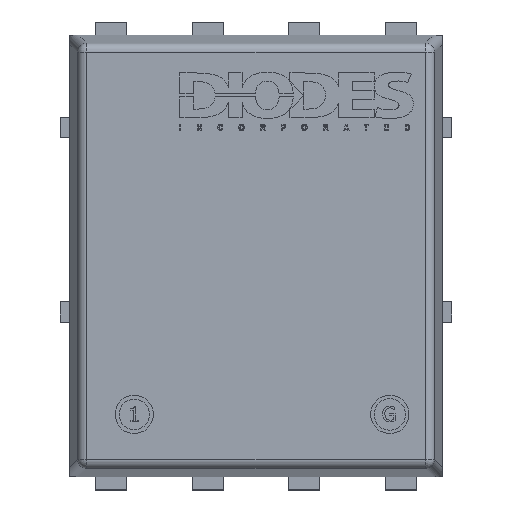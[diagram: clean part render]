
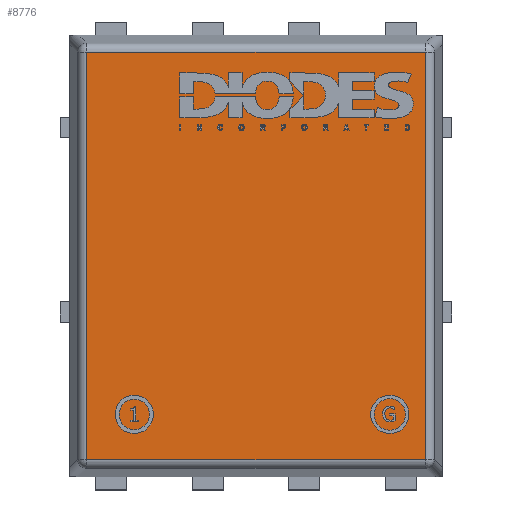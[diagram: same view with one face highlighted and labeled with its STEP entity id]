
A CAD part, top view. The second image highlights one B-rep face of the part: STEP entity #8776.
In plain terms, the highlighted planar face has unit normal (0, 0, 1).
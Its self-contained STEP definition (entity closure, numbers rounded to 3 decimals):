
#696=PLANE('',#9325);
#976=LINE('',#11319,#1874);
#980=LINE('',#11330,#1878);
#982=LINE('',#11333,#1880);
#986=LINE('',#11344,#1884);
#1874=VECTOR('',#9697,4.452);
#1878=VECTOR('',#9709,5.352);
#1880=VECTOR('',#9713,5.352);
#1884=VECTOR('',#9725,4.452);
#2816=FACE_OUTER_BOUND('',#3318,.T.);
#3318=EDGE_LOOP('',(#6161,#6162,#6163,#6164));
#3865=VERTEX_POINT('',#11282);
#3868=VERTEX_POINT('',#11289);
#3872=VERTEX_POINT('',#11297);
#3877=VERTEX_POINT('',#11311);
#4770=EDGE_CURVE('',#3877,#3872,#976,.T.);
#4776=EDGE_CURVE('',#3868,#3877,#980,.T.);
#4778=EDGE_CURVE('',#3872,#3865,#982,.T.);
#4784=EDGE_CURVE('',#3865,#3868,#986,.T.);
#6161=ORIENTED_EDGE('',*,*,#4770,.F.);
#6162=ORIENTED_EDGE('',*,*,#4776,.F.);
#6163=ORIENTED_EDGE('',*,*,#4784,.F.);
#6164=ORIENTED_EDGE('',*,*,#4778,.F.);
#8776=ADVANCED_FACE('',(#2816),#696,.T.);
#9325=AXIS2_PLACEMENT_3D('',#11372,#9754,#9755);
#9697=DIRECTION('',(1.,0.,0.));
#9709=DIRECTION('',(0.,1.,0.));
#9713=DIRECTION('',(0.,-1.,0.));
#9725=DIRECTION('',(-1.,0.,0.));
#9754=DIRECTION('center_axis',(0.,0.,1.));
#9755=DIRECTION('ref_axis',(1.,0.,0.));
#11282=CARTESIAN_POINT('',(2.226,-2.676,1.1));
#11289=CARTESIAN_POINT('',(-2.226,-2.676,1.1));
#11297=CARTESIAN_POINT('',(2.226,2.676,1.1));
#11311=CARTESIAN_POINT('',(-2.226,2.676,1.1));
#11319=CARTESIAN_POINT('',(0.613,2.676,1.1));
#11330=CARTESIAN_POINT('',(-2.226,0.725,1.1));
#11333=CARTESIAN_POINT('',(2.226,-0.725,1.1));
#11344=CARTESIAN_POINT('',(-0.613,-2.676,1.1));
#11372=CARTESIAN_POINT('Origin',(0.,0.,1.1));
